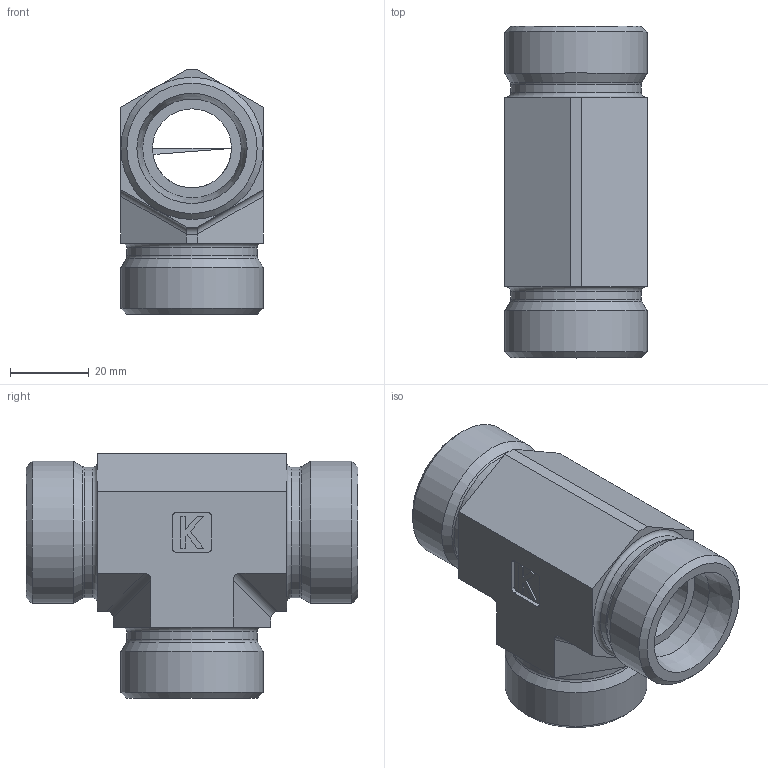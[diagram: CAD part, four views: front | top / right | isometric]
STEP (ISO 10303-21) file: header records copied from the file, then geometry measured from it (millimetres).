
FILE_DESCRIPTION((''),'2;1');
FILE_NAME('378253636.stp','2014-08-13T15:38:20',(''),('KNOMI spol. s r. o.'),'Autodesk Inventor 2012','Autodesk Inventor 2012','');
FILE_SCHEMA(('AUTOMOTIVE_DESIGN { 1 2 10303 214 0 1 1 1 }'));
Length unit declared in the file: millimetre
Products named in the file (1): TS3 25S    3xM36x2
Bounding box: 36 x 84 x 61.92 mm (x, y, z)
Volume: 70396.3 mm3; surface area: 21936.7 mm2
Topology: 1 solids, 1 shells, 80 faces, 202 edges, 131 vertices
Faces by surface type: plane 44, cylinder 21, cone 9, torus 6
Full cylindrical faces by diameter (mm): 20 x2, 25 x3, 33 x3, 36 x3
Entity records: 2224 total; most frequent: DIRECTION 388, CARTESIAN_POINT 371, ORIENTED_EDGE 334, EDGE_CURVE 167, AXIS2_PLACEMENT_3D 140, VERTEX_POINT 123, EDGE_LOOP 118, VECTOR 108
